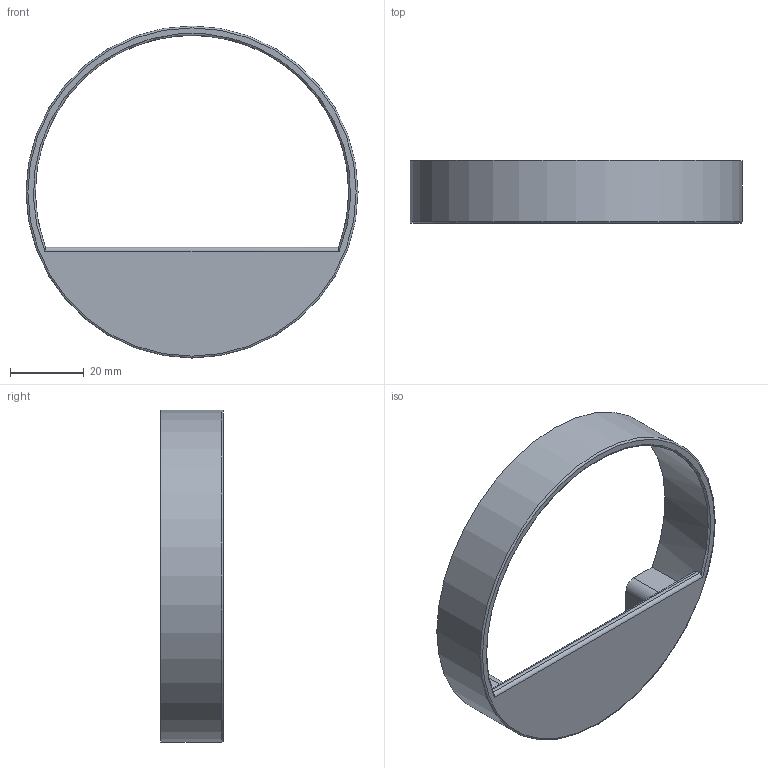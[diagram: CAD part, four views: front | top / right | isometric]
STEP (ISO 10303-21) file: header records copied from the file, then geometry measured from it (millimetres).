
FILE_DESCRIPTION(/* description */ (''),/* implementation_level */ '2;1');
FILE_NAME(/* name */ '0496_01.stp',/* time_stamp */ '2023-01-02T15:32:13+01:00',/* author */ ('jferrer'),/* organization */ (''),/* preprocessor_version */ 'ST-DEVELOPER v18.1',/* originating_system */ 'Autodesk Inventor 2022',/* authorisation */ '');
FILE_SCHEMA (('CONFIG_CONTROL_DESIGN'));
Length unit declared in the file: millimetre
Products named in the file (1): 0496_00
Bounding box: 90 x 17 x 90 mm (x, y, z)
Volume: 16866.6 mm3; surface area: 14241.9 mm2
Topology: 1 solids, 1 shells, 370 faces, 1022 edges, 680 vertices
Faces by surface type: plane 339, cylinder 25, cone 4, torus 2
Full cylindrical faces by diameter (mm): 1.572 x1, 1.829 x1, 3.242 x2, 90 x1
Entity records: 11675 total; most frequent: CARTESIAN_POINT 2139, ORIENTED_EDGE 2040, DIRECTION 1808, EDGE_CURVE 1020, LINE 958, VECTOR 958, VERTEX_POINT 680, AXIS2_PLACEMENT_3D 425
